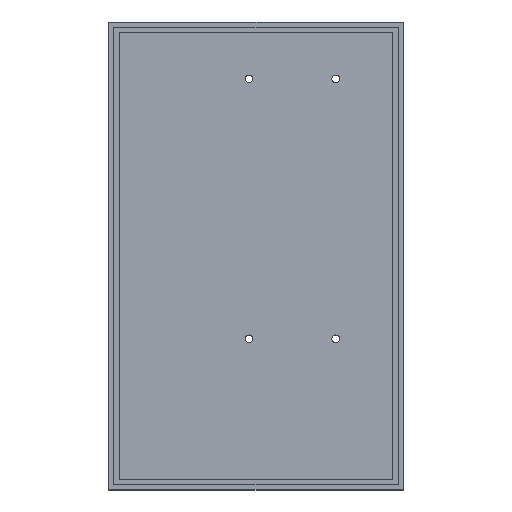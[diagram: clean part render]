
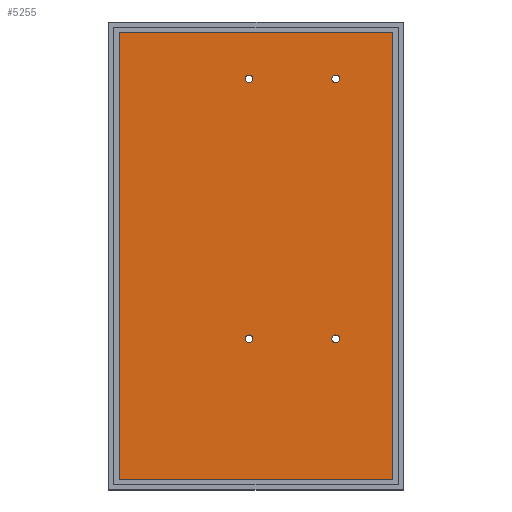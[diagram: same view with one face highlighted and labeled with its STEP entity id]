
A CAD part, top view. The second image highlights one B-rep face of the part: STEP entity #5255.
In plain terms, the highlighted planar face has unit normal (0, 0, 1).
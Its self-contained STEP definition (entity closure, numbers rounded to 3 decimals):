
#63 = EDGE_CURVE ( 'NONE', #1195, #4532, #1339, .T. ) ;
#242 = CARTESIAN_POINT ( 'NONE',  ( -36.411, -203.769, 6. ) ) ;
#258 = DIRECTION ( 'NONE',  ( 0., -1., 0. ) ) ;
#261 = FACE_OUTER_BOUND ( 'NONE', #6295, .T. ) ;
#378 = EDGE_CURVE ( 'NONE', #5505, #3359, #6285, .T. ) ;
#394 = DIRECTION ( 'NONE',  ( 0., 0., 1. ) ) ;
#408 = ORIENTED_EDGE ( 'NONE', *, *, #3044, .F. ) ;
#449 = ORIENTED_EDGE ( 'NONE', *, *, #642, .T. ) ;
#453 = ORIENTED_EDGE ( 'NONE', *, *, #378, .F. ) ;
#477 = DIRECTION ( 'NONE',  ( 0., 0., 1. ) ) ;
#624 = VERTEX_POINT ( 'NONE', #3201 ) ;
#642 = EDGE_CURVE ( 'NONE', #2657, #5293, #6844, .T. ) ;
#759 = CARTESIAN_POINT ( 'NONE',  ( 88.589, -122.519, 6. ) ) ;
#863 = CARTESIAN_POINT ( 'NONE',  ( 88.589, 27.481, 6. ) ) ;
#934 = VERTEX_POINT ( 'NONE', #6528 ) ;
#986 = AXIS2_PLACEMENT_3D ( 'NONE', #6134, #394, #8069 ) ;
#1055 = DIRECTION ( 'NONE',  ( 0., 0., 1. ) ) ;
#1131 = EDGE_CURVE ( 'NONE', #624, #934, #1941, .T. ) ;
#1195 = VERTEX_POINT ( 'NONE', #1247 ) ;
#1247 = CARTESIAN_POINT ( 'NONE',  ( 40.789, -122.519, 6. ) ) ;
#1339 = CIRCLE ( 'NONE', #7353, 2.2 ) ;
#1459 = CARTESIAN_POINT ( 'NONE',  ( 121.589, -203.769, 6. ) ) ;
#1648 = CARTESIAN_POINT ( 'NONE',  ( -36.411, -203.769, 6. ) ) ;
#1778 = CARTESIAN_POINT ( 'NONE',  ( -36.411, 54.231, 6. ) ) ;
#1837 = CARTESIAN_POINT ( 'NONE',  ( -36.411, 54.231, 6. ) ) ;
#1854 = AXIS2_PLACEMENT_3D ( 'NONE', #5611, #4498, #3788 ) ;
#1910 = ORIENTED_EDGE ( 'NONE', *, *, #7484, .F. ) ;
#1941 = CIRCLE ( 'NONE', #986, 2.2 ) ;
#1944 = LINE ( 'NONE', #2566, #5757 ) ;
#2006 = CARTESIAN_POINT ( 'NONE',  ( 38.589, -122.519, 6. ) ) ;
#2020 = VECTOR ( 'NONE', #258, 1000. ) ;
#2087 = DIRECTION ( 'NONE',  ( 1., 0., 0. ) ) ;
#2120 = EDGE_LOOP ( 'NONE', ( #5913, #4876 ) ) ;
#2124 = VERTEX_POINT ( 'NONE', #2270 ) ;
#2168 = DIRECTION ( 'NONE',  ( 0., 0., 1. ) ) ;
#2270 = CARTESIAN_POINT ( 'NONE',  ( 121.589, 60.231, 6. ) ) ;
#2316 = CIRCLE ( 'NONE', #7009, 2.2 ) ;
#2412 = DIRECTION ( 'NONE',  ( 0., 0., 1. ) ) ;
#2434 = DIRECTION ( 'NONE',  ( 1., 0., 0. ) ) ;
#2473 = DIRECTION ( 'NONE',  ( 0., 0., 1. ) ) ;
#2566 = CARTESIAN_POINT ( 'NONE',  ( 121.589, 54.231, 6. ) ) ;
#2576 = CARTESIAN_POINT ( 'NONE',  ( 40.789, 27.481, 6. ) ) ;
#2619 = EDGE_CURVE ( 'NONE', #2888, #6495, #6754, .T. ) ;
#2627 = EDGE_LOOP ( 'NONE', ( #5606, #2692 ) ) ;
#2630 = DIRECTION ( 'NONE',  ( 1., 0., 0. ) ) ;
#2646 = DIRECTION ( 'NONE',  ( 0., 1., 0. ) ) ;
#2657 = VERTEX_POINT ( 'NONE', #3256 ) ;
#2692 = ORIENTED_EDGE ( 'NONE', *, *, #2619, .F. ) ;
#2812 = ORIENTED_EDGE ( 'NONE', *, *, #4185, .T. ) ;
#2841 = LINE ( 'NONE', #242, #4687 ) ;
#2888 = VERTEX_POINT ( 'NONE', #7138 ) ;
#3008 = CARTESIAN_POINT ( 'NONE',  ( 86.389, 27.481, 6. ) ) ;
#3044 = EDGE_CURVE ( 'NONE', #6796, #2124, #6419, .T. ) ;
#3045 = DIRECTION ( 'NONE',  ( -1., 0., 0. ) ) ;
#3059 = EDGE_CURVE ( 'NONE', #6495, #2888, #5453, .T. ) ;
#3127 = DIRECTION ( 'NONE',  ( 1., 0., 0. ) ) ;
#3164 = EDGE_CURVE ( 'NONE', #934, #624, #3326, .T. ) ;
#3199 = VERTEX_POINT ( 'NONE', #6503 ) ;
#3201 = CARTESIAN_POINT ( 'NONE',  ( 90.789, -122.519, 6. ) ) ;
#3210 = CARTESIAN_POINT ( 'NONE',  ( 88.589, 27.481, 6. ) ) ;
#3256 = CARTESIAN_POINT ( 'NONE',  ( -36.411, 54.231, 6. ) ) ;
#3326 = CIRCLE ( 'NONE', #3582, 2.2 ) ;
#3359 = VERTEX_POINT ( 'NONE', #6279 ) ;
#3446 = EDGE_CURVE ( 'NONE', #4532, #1195, #5717, .T. ) ;
#3536 = FACE_BOUND ( 'NONE', #2627, .T. ) ;
#3575 = FACE_BOUND ( 'NONE', #4805, .T. ) ;
#3582 = AXIS2_PLACEMENT_3D ( 'NONE', #759, #7760, #7842 ) ;
#3634 = ORIENTED_EDGE ( 'NONE', *, *, #3446, .F. ) ;
#3653 = ORIENTED_EDGE ( 'NONE', *, *, #63, .F. ) ;
#3687 = EDGE_LOOP ( 'NONE', ( #1910, #453 ) ) ;
#3773 = ORIENTED_EDGE ( 'NONE', *, *, #6193, .T. ) ;
#3788 = DIRECTION ( 'NONE',  ( 1., 0., 0. ) ) ;
#3808 = CARTESIAN_POINT ( 'NONE',  ( 38.589, 27.481, 6. ) ) ;
#3923 = ORIENTED_EDGE ( 'NONE', *, *, #4521, .T. ) ;
#3948 = CARTESIAN_POINT ( 'NONE',  ( 4.589, 60.231, 6. ) ) ;
#4005 = AXIS2_PLACEMENT_3D ( 'NONE', #3210, #477, #3127 ) ;
#4054 = DIRECTION ( 'NONE',  ( 0., 0., 1. ) ) ;
#4121 = LINE ( 'NONE', #7931, #2020 ) ;
#4185 = EDGE_CURVE ( 'NONE', #6040, #2124, #1944, .T. ) ;
#4245 = PLANE ( 'NONE',  #4292 ) ;
#4292 = AXIS2_PLACEMENT_3D ( 'NONE', #7387, #1055, #7467 ) ;
#4476 = LINE ( 'NONE', #1837, #6837 ) ;
#4498 = DIRECTION ( 'NONE',  ( 0., 0., 1. ) ) ;
#4521 = EDGE_CURVE ( 'NONE', #5293, #6040, #2841, .T. ) ;
#4532 = VERTEX_POINT ( 'NONE', #5944 ) ;
#4687 = VECTOR ( 'NONE', #4770, 1000. ) ;
#4770 = DIRECTION ( 'NONE',  ( 1., 0., 0. ) ) ;
#4805 = EDGE_LOOP ( 'NONE', ( #3653, #3634 ) ) ;
#4876 = ORIENTED_EDGE ( 'NONE', *, *, #3164, .F. ) ;
#5255 = ADVANCED_FACE ( 'NONE', ( #3536, #7307, #3575, #5379, #261 ), #4245, .T. ) ;
#5288 = AXIS2_PLACEMENT_3D ( 'NONE', #3808, #2412, #6356 ) ;
#5293 = VERTEX_POINT ( 'NONE', #1648 ) ;
#5379 = FACE_BOUND ( 'NONE', #3687, .T. ) ;
#5453 = CIRCLE ( 'NONE', #1854, 2.2 ) ;
#5505 = VERTEX_POINT ( 'NONE', #3008 ) ;
#5606 = ORIENTED_EDGE ( 'NONE', *, *, #3059, .F. ) ;
#5611 = CARTESIAN_POINT ( 'NONE',  ( 38.589, 27.481, 6. ) ) ;
#5717 = CIRCLE ( 'NONE', #8268, 2.2 ) ;
#5757 = VECTOR ( 'NONE', #2646, 1000. ) ;
#5913 = ORIENTED_EDGE ( 'NONE', *, *, #1131, .F. ) ;
#5944 = CARTESIAN_POINT ( 'NONE',  ( 36.389, -122.519, 6. ) ) ;
#6040 = VERTEX_POINT ( 'NONE', #1459 ) ;
#6119 = VECTOR ( 'NONE', #2434, 1000. ) ;
#6127 = VECTOR ( 'NONE', #6211, 1000. ) ;
#6134 = CARTESIAN_POINT ( 'NONE',  ( 88.589, -122.519, 6. ) ) ;
#6193 = EDGE_CURVE ( 'NONE', #3199, #2657, #4476, .T. ) ;
#6211 = DIRECTION ( 'NONE',  ( 0., -1., 0. ) ) ;
#6244 = CARTESIAN_POINT ( 'NONE',  ( 121.589, 60.231, 6. ) ) ;
#6279 = CARTESIAN_POINT ( 'NONE',  ( 90.789, 27.481, 6. ) ) ;
#6285 = CIRCLE ( 'NONE', #4005, 2.2 ) ;
#6295 = EDGE_LOOP ( 'NONE', ( #449, #3923, #2812, #408, #8185, #3773 ) ) ;
#6356 = DIRECTION ( 'NONE',  ( 1., 0., 0. ) ) ;
#6419 = LINE ( 'NONE', #6244, #6119 ) ;
#6495 = VERTEX_POINT ( 'NONE', #2576 ) ;
#6503 = CARTESIAN_POINT ( 'NONE',  ( 4.589, 54.231, 6. ) ) ;
#6528 = CARTESIAN_POINT ( 'NONE',  ( 86.389, -122.519, 6. ) ) ;
#6686 = EDGE_CURVE ( 'NONE', #6796, #3199, #4121, .T. ) ;
#6754 = CIRCLE ( 'NONE', #5288, 2.2 ) ;
#6796 = VERTEX_POINT ( 'NONE', #3948 ) ;
#6837 = VECTOR ( 'NONE', #3045, 1000. ) ;
#6844 = LINE ( 'NONE', #1778, #6127 ) ;
#7009 = AXIS2_PLACEMENT_3D ( 'NONE', #863, #2168, #2087 ) ;
#7138 = CARTESIAN_POINT ( 'NONE',  ( 36.389, 27.481, 6. ) ) ;
#7307 = FACE_BOUND ( 'NONE', #2120, .T. ) ;
#7353 = AXIS2_PLACEMENT_3D ( 'NONE', #2006, #4054, #2630 ) ;
#7387 = CARTESIAN_POINT ( 'NONE',  ( 0., 0., 6. ) ) ;
#7467 = DIRECTION ( 'NONE',  ( 1., 0., 0. ) ) ;
#7484 = EDGE_CURVE ( 'NONE', #3359, #5505, #2316, .T. ) ;
#7586 = DIRECTION ( 'NONE',  ( 1., 0., 0. ) ) ;
#7760 = DIRECTION ( 'NONE',  ( 0., 0., 1. ) ) ;
#7842 = DIRECTION ( 'NONE',  ( 1., 0., 0. ) ) ;
#7931 = CARTESIAN_POINT ( 'NONE',  ( 4.589, 60.231, 6. ) ) ;
#8069 = DIRECTION ( 'NONE',  ( 1., 0., 0. ) ) ;
#8185 = ORIENTED_EDGE ( 'NONE', *, *, #6686, .T. ) ;
#8212 = CARTESIAN_POINT ( 'NONE',  ( 38.589, -122.519, 6. ) ) ;
#8268 = AXIS2_PLACEMENT_3D ( 'NONE', #8212, #2473, #7586 ) ;
